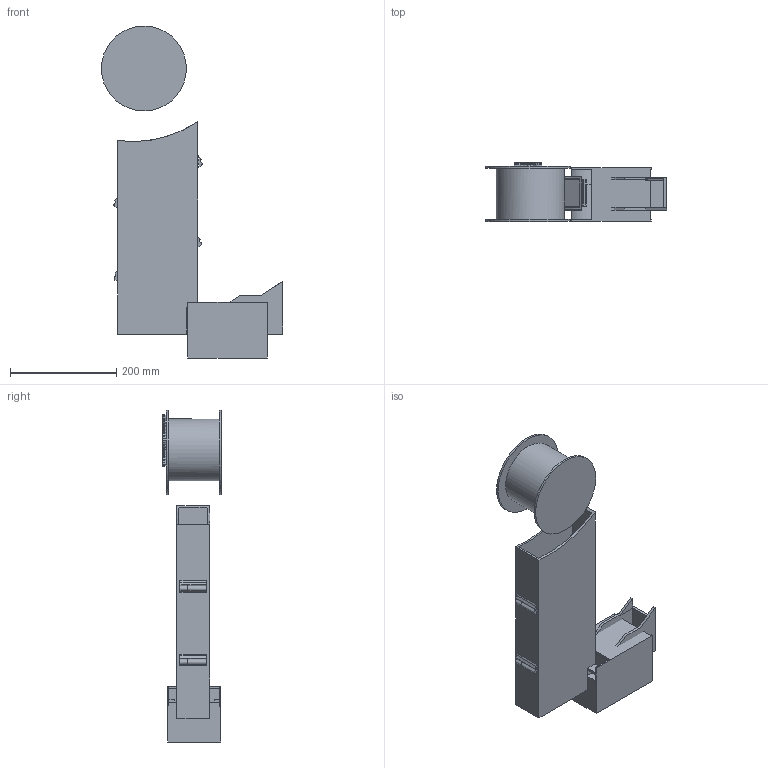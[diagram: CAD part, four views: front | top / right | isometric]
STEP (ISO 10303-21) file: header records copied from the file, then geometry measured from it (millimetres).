
FILE_DESCRIPTION(/* description */ (''),/* implementation_level */ '2;1');
FILE_NAME(/* name */ 'combine_ALL v2.step',/* time_stamp */ '2023-01-21T13:44:59+03:00',/* author */ (''),/* organization */ (''),/* preprocessor_version */ 'ST-DEVELOPER v19.2',/* originating_system */ 'Autodesk Translation Framework v11.17.0.187',/* authorisation */ '');
FILE_SCHEMA (('AUTOMOTIVE_DESIGN { 1 0 10303 214 3 1 1 }'));
Length unit declared in the file: millimetre
Products named in the file (20): combine_ALL; PPICK_combain; PPICK_listok; PPICK_listok v6(Mirror); Component3; baraban_combine; gear_baraban1; barab; gear_baraban1_1; Spur Gear (24 teeth); checker_combine; RapberryPiZero; RasPi_Camera; RasPi_Camera_Board_Standard; OVA5647_FOV; OVA5647_Standard; OVA5647_Housing_Standard; OVA5647_IR-Glas_Standard; OVA5647_Lens_FOV; OVA5647_Pigtail_Standard
Assembly tree (22 placements, depth 5):
  combine_ALL
    PPICK_combain
      PPICK_listok  x2
      PPICK_listok v6(Mirror)  x2
      Component3
    baraban_combine
      gear_baraban1
        Spur Gear (24 teeth)
      barab
      gear_baraban1_1
        Spur Gear (24 teeth)
    checker_combine
      RapberryPiZero
      RasPi_Camera
        RasPi_Camera_Board_Standard
        OVA5647_FOV
          OVA5647_Standard
          OVA5647_Housing_Standard
          OVA5647_IR-Glas_Standard
          OVA5647_Lens_FOV
          OVA5647_Pigtail_Standard
Bounding box: 341.02 x 111 x 625 mm (x, y, z)
Volume: 1615193.9 mm3; surface area: 750782.3 mm2
Topology: 20 solids, 20 shells, 911 faces, 2516 edges, 1666 vertices
Faces by surface type: plane 443, cylinder 280, bspline 118, torus 62, cone 6, sphere 2
Full cylindrical faces by diameter (mm): 0.06 x62, 2.1 x4, 5 x2, 5.5 x2, 5.6 x1, 6 x1, 7.6 x1, 160 x2
Entity records: 37762 total; most frequent: CARTESIAN_POINT 19332, ORIENTED_EDGE 3730, DIRECTION 3724, EDGE_CURVE 1865, AXIS2_PLACEMENT_3D 1325, VERTEX_POINT 1232, LINE 1074, VECTOR 1074
